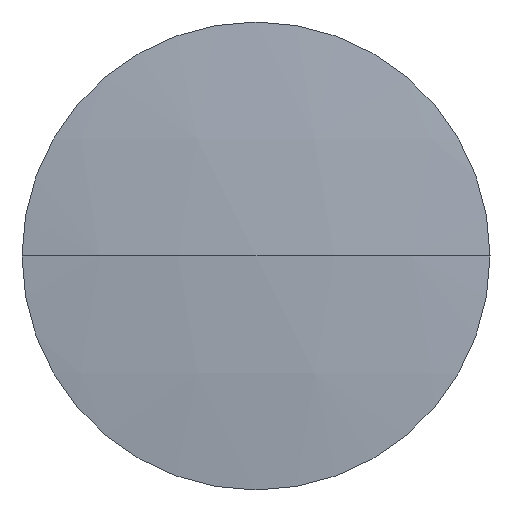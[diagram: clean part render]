
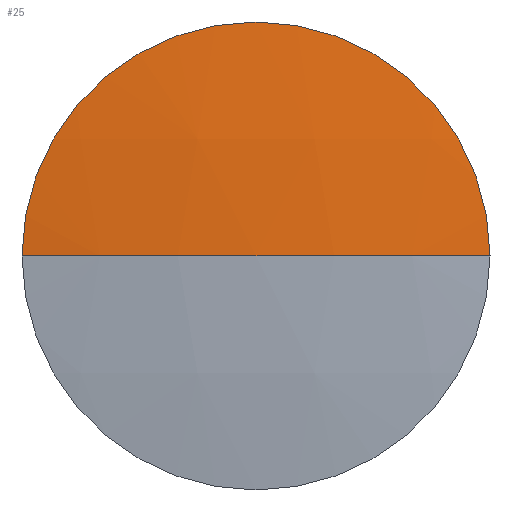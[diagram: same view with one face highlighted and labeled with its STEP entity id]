
A CAD part, left-side view. The second image highlights one B-rep face of the part: STEP entity #25.
In plain terms, the highlighted spherical face has radius 200 mm.
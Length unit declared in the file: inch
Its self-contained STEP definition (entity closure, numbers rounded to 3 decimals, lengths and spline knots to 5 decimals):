
#25 = ADVANCED_FACE ( 'NONE', ( #123 ), #153, .T. ) ;
#26 = EDGE_LOOP ( 'NONE', ( #27, #30, #33, #35 ) ) ;
#27 = ORIENTED_EDGE ( 'NONE', *, *, #28, .F. ) ;
#28 = EDGE_CURVE ( 'NONE', #29, #40, #207, .T. ) ;
#29 = VERTEX_POINT ( 'NONE', #202 ) ;
#30 = ORIENTED_EDGE ( 'NONE', *, *, #31, .T. ) ;
#31 = EDGE_CURVE ( 'NONE', #29, #32, #201, .T. ) ;
#32 = VERTEX_POINT ( 'NONE', #196 ) ;
#33 = ORIENTED_EDGE ( 'NONE', *, *, #34, .F. ) ;
#34 = EDGE_CURVE ( 'NONE', #41, #32, #194, .T. ) ;
#35 = ORIENTED_EDGE ( 'NONE', *, *, #39, .F. ) ;
#39 = EDGE_CURVE ( 'NONE', #40, #41, #228, .T. ) ;
#40 = VERTEX_POINT ( 'NONE', #223 ) ;
#41 = VERTEX_POINT ( 'NONE', #222 ) ;
#123 = FACE_OUTER_BOUND ( 'NONE', #26, .T. ) ;
#150 = DIRECTION ( 'NONE',  ( 0., 1., 0. ) ) ;
#151 = DIRECTION ( 'NONE',  ( 0., 0., 1. ) ) ;
#152 = AXIS2_PLACEMENT_3D ( 'NONE', #154, #151, #150 ) ;
#153 = SPHERICAL_SURFACE ( 'NONE', #152, 7.87402 ) ;
#154 = CARTESIAN_POINT ( 'NONE',  ( 4.34825, 1.35893, 0.87225 ) ) ;
#190 = DIRECTION ( 'NONE',  ( 0., 0., -1. ) ) ;
#191 = DIRECTION ( 'NONE',  ( 1., 0., 0. ) ) ;
#192 = CARTESIAN_POINT ( 'NONE',  ( -3.46201, 1.35893, 0.87225 ) ) ;
#193 = AXIS2_PLACEMENT_3D ( 'NONE', #192, #191, #190 ) ;
#194 = CIRCLE ( 'NONE', #193, 1. ) ;
#196 = CARTESIAN_POINT ( 'NONE',  ( -3.46201, 0.35893, 0.87225 ) ) ;
#197 = DIRECTION ( 'NONE',  ( 0., -1., 0. ) ) ;
#198 = DIRECTION ( 'NONE',  ( 0., 0., 1. ) ) ;
#199 = CARTESIAN_POINT ( 'NONE',  ( 4.34825, 1.35893, 0.87225 ) ) ;
#200 = AXIS2_PLACEMENT_3D ( 'NONE', #199, #198, #197 ) ;
#201 = CIRCLE ( 'NONE', #200, 7.87402 ) ;
#202 = CARTESIAN_POINT ( 'NONE',  ( -3.52577, 1.35893, 0.87225 ) ) ;
#203 = DIRECTION ( 'NONE',  ( -1., 0., 0. ) ) ;
#204 = DIRECTION ( 'NONE',  ( 0., 0., -1. ) ) ;
#205 = CARTESIAN_POINT ( 'NONE',  ( 4.34825, 1.35893, 0.87225 ) ) ;
#206 = AXIS2_PLACEMENT_3D ( 'NONE', #205, #204, #203 ) ;
#207 = CIRCLE ( 'NONE', #206, 7.87402 ) ;
#222 = CARTESIAN_POINT ( 'NONE',  ( -3.46201, 1.35893, 1.87225 ) ) ;
#223 = CARTESIAN_POINT ( 'NONE',  ( -3.46201, 2.35893, 0.87225 ) ) ;
#224 = DIRECTION ( 'NONE',  ( 0., 0., -1. ) ) ;
#225 = DIRECTION ( 'NONE',  ( 1., 0., 0. ) ) ;
#226 = CARTESIAN_POINT ( 'NONE',  ( -3.46201, 1.35893, 0.87225 ) ) ;
#227 = AXIS2_PLACEMENT_3D ( 'NONE', #226, #225, #224 ) ;
#228 = CIRCLE ( 'NONE', #227, 1. ) ;
